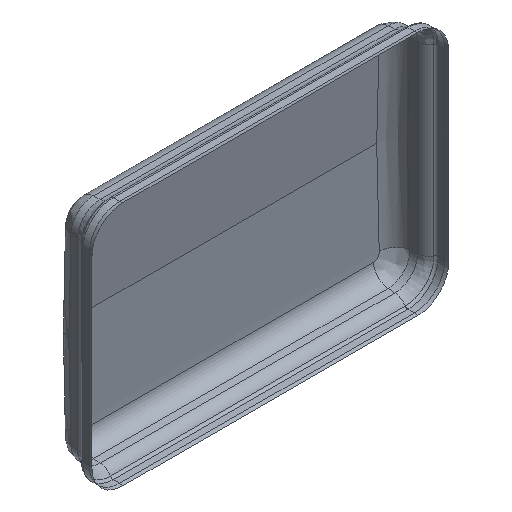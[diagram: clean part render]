
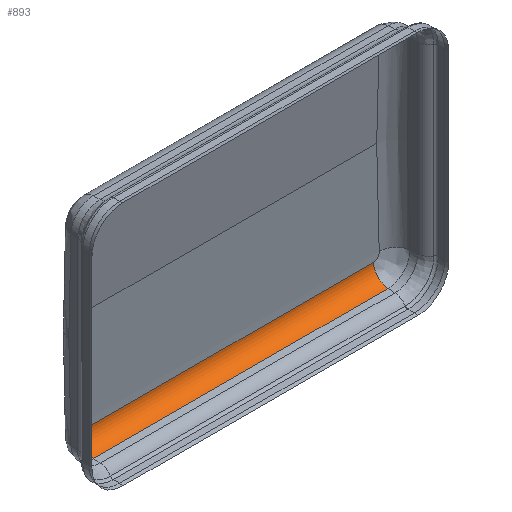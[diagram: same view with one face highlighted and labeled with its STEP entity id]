
A CAD part, isometric view. The second image highlights one B-rep face of the part: STEP entity #893.
In plain terms, the highlighted cylindrical face has radius 6.35 mm (diameter 12.7 mm), a partial arc.
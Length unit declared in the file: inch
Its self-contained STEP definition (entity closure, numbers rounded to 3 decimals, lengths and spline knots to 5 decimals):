
#707 = CARTESIAN_POINT ( 'NONE',  ( -2.3125, 0.41077, -1.78378 ) ) ;
#708 = DIRECTION ( 'NONE',  ( 1., 0., 0. ) ) ;
#709 = VECTOR ( 'NONE', #708, 39.37008 ) ;
#710 = CARTESIAN_POINT ( 'NONE',  ( 0., 0.41077, -1.78378 ) ) ;
#712 = CARTESIAN_POINT ( 'NONE',  ( 2.3125, 0.41077, -1.78378 ) ) ;
#720 = LINE ( 'NONE', #710, #709 ) ;
#851 = EDGE_CURVE ( 'NONE', #874, #900, #1957, .T. ) ;
#852 = ORIENTED_EDGE ( 'NONE', *, *, #873, .T. ) ;
#871 = VERTEX_POINT ( 'NONE', #2576 ) ;
#873 = EDGE_CURVE ( 'NONE', #874, #871, #2449, .T. ) ;
#874 = VERTEX_POINT ( 'NONE', #2445 ) ;
#893 = ADVANCED_FACE ( 'NONE', ( #2645 ), #2636, .T. ) ;
#894 = EDGE_LOOP ( 'NONE', ( #895, #898, #901, #852 ) ) ;
#895 = ORIENTED_EDGE ( 'NONE', *, *, #896, .F. ) ;
#896 = EDGE_CURVE ( 'NONE', #897, #871, #2641, .T. ) ;
#897 = VERTEX_POINT ( 'NONE', #712 ) ;
#898 = ORIENTED_EDGE ( 'NONE', *, *, #899, .F. ) ;
#899 = EDGE_CURVE ( 'NONE', #900, #897, #720, .T. ) ;
#900 = VERTEX_POINT ( 'NONE', #707 ) ;
#901 = ORIENTED_EDGE ( 'NONE', *, *, #851, .F. ) ;
#1957 = CIRCLE ( 'NONE', #1960, 0.25 ) ;
#1959 = CARTESIAN_POINT ( 'NONE',  ( -2.3125, 0.39333, -1.53439 ) ) ;
#1960 = AXIS2_PLACEMENT_3D ( 'NONE', #1959, #1972, #1971 ) ;
#1971 = DIRECTION ( 'NONE',  ( 0., 0., -1. ) ) ;
#1972 = DIRECTION ( 'NONE',  ( -1., 0., 0. ) ) ;
#2445 = CARTESIAN_POINT ( 'NONE',  ( -2.3125, 0.64295, -1.54808 ) ) ;
#2446 = DIRECTION ( 'NONE',  ( 1., 0., 0. ) ) ;
#2447 = VECTOR ( 'NONE', #2446, 39.37008 ) ;
#2448 = CARTESIAN_POINT ( 'NONE',  ( 0., 0.64295, -1.54808 ) ) ;
#2449 = LINE ( 'NONE', #2448, #2447 ) ;
#2576 = CARTESIAN_POINT ( 'NONE',  ( 2.3125, 0.64295, -1.54808 ) ) ;
#2635 = CARTESIAN_POINT ( 'NONE',  ( -2.3125, 0.39333, -1.53439 ) ) ;
#2636 = CYLINDRICAL_SURFACE ( 'NONE', #2644, 0.25 ) ;
#2637 = DIRECTION ( 'NONE',  ( 0., 0., -1. ) ) ;
#2638 = DIRECTION ( 'NONE',  ( 1., 0., 0. ) ) ;
#2639 = CARTESIAN_POINT ( 'NONE',  ( 2.3125, 0.39333, -1.53439 ) ) ;
#2640 = AXIS2_PLACEMENT_3D ( 'NONE', #2639, #2638, #2637 ) ;
#2641 = CIRCLE ( 'NONE', #2640, 0.25 ) ;
#2642 = DIRECTION ( 'NONE',  ( 0., 1., 0. ) ) ;
#2643 = DIRECTION ( 'NONE',  ( 1., 0., 0. ) ) ;
#2644 = AXIS2_PLACEMENT_3D ( 'NONE', #2635, #2643, #2642 ) ;
#2645 = FACE_OUTER_BOUND ( 'NONE', #894, .T. ) ;
